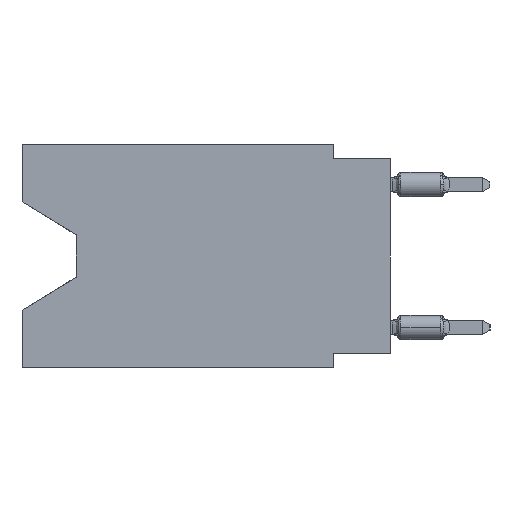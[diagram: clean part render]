
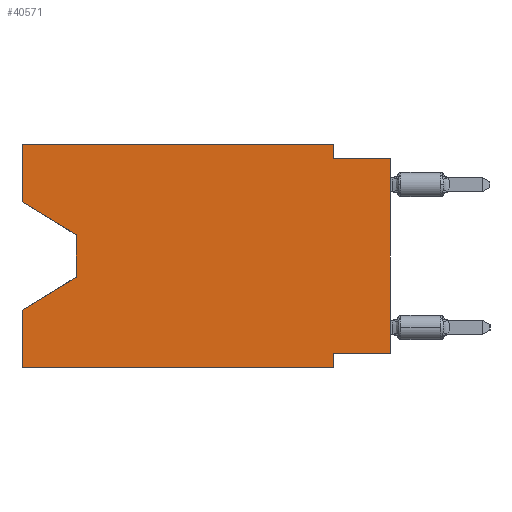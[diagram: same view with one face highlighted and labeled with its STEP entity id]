
A CAD part, left-side view. The second image highlights one B-rep face of the part: STEP entity #40571.
In plain terms, the highlighted planar face has unit normal (-1, 0, 0).
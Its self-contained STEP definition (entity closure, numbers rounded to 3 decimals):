
#230 = EDGE_LOOP ( 'NONE', ( #36406, #31200, #6780, #6661, #24674, #35540, #23567, #18214, #22896, #26779, #40917, #34154 ) ) ;
#366 = DIRECTION ( 'NONE',  ( 1., 0., 0. ) ) ;
#520 = VERTEX_POINT ( 'NONE', #18435 ) ;
#870 = CARTESIAN_POINT ( 'NONE',  ( 0., 16.383, -2.546 ) ) ;
#1756 = LINE ( 'NONE', #36190, #24858 ) ;
#2198 = LINE ( 'NONE', #34535, #6348 ) ;
#2477 = VERTEX_POINT ( 'NONE', #40144 ) ;
#3101 = DIRECTION ( 'NONE',  ( 0., 0., -1. ) ) ;
#3310 = CARTESIAN_POINT ( 'NONE',  ( 0., 2.54, -9.906 ) ) ;
#3417 = CARTESIAN_POINT ( 'NONE',  ( 0., 0., -0.635 ) ) ;
#3479 = VERTEX_POINT ( 'NONE', #19259 ) ;
#3488 = PLANE ( 'NONE',  #22459 ) ;
#3895 = CARTESIAN_POINT ( 'NONE',  ( 0., 16.383, 0. ) ) ;
#4910 = VECTOR ( 'NONE', #18499, 1000. ) ;
#5704 = DIRECTION ( 'NONE',  ( 0., 0., -1. ) ) ;
#6040 = LINE ( 'NONE', #15359, #15997 ) ;
#6348 = VECTOR ( 'NONE', #5704, 1000. ) ;
#6661 = ORIENTED_EDGE ( 'NONE', *, *, #14981, .F. ) ;
#6780 = ORIENTED_EDGE ( 'NONE', *, *, #11005, .T. ) ;
#6865 = VERTEX_POINT ( 'NONE', #3895 ) ;
#7445 = EDGE_CURVE ( 'NONE', #37932, #33989, #1756, .T. ) ;
#7846 = LINE ( 'NONE', #13453, #19477 ) ;
#8296 = CARTESIAN_POINT ( 'NONE',  ( 0., 16.383, 0. ) ) ;
#9026 = DIRECTION ( 'NONE',  ( 0., 0.855, -0.519 ) ) ;
#9051 = VERTEX_POINT ( 'NONE', #38386 ) ;
#9665 = CARTESIAN_POINT ( 'NONE',  ( 0., 0., -9.271 ) ) ;
#11005 = EDGE_CURVE ( 'NONE', #3479, #19223, #15266, .T. ) ;
#11360 = LINE ( 'NONE', #31053, #14495 ) ;
#11756 = LINE ( 'NONE', #24412, #32503 ) ;
#12056 = DIRECTION ( 'NONE',  ( 0., 0., 1. ) ) ;
#12554 = VERTEX_POINT ( 'NONE', #30523 ) ;
#13000 = DIRECTION ( 'NONE',  ( 0., 0., -1. ) ) ;
#13453 = CARTESIAN_POINT ( 'NONE',  ( 0., 0., -9.271 ) ) ;
#14383 = DIRECTION ( 'NONE',  ( 0., 0., 1. ) ) ;
#14495 = VECTOR ( 'NONE', #17598, 1000. ) ;
#14503 = VECTOR ( 'NONE', #23421, 1000. ) ;
#14981 = EDGE_CURVE ( 'NONE', #9051, #19223, #6040, .T. ) ;
#15266 = LINE ( 'NONE', #28322, #38351 ) ;
#15359 = CARTESIAN_POINT ( 'NONE',  ( 0., 16.383, 0. ) ) ;
#15997 = VECTOR ( 'NONE', #12056, 1000. ) ;
#16118 = CARTESIAN_POINT ( 'NONE',  ( 0., 16.383, 0. ) ) ;
#16568 = VERTEX_POINT ( 'NONE', #26413 ) ;
#17598 = DIRECTION ( 'NONE',  ( 0., -0.855, -0.519 ) ) ;
#17846 = DIRECTION ( 'NONE',  ( 0., 0., 1. ) ) ;
#18214 = ORIENTED_EDGE ( 'NONE', *, *, #7445, .T. ) ;
#18315 = CARTESIAN_POINT ( 'NONE',  ( 0., 16.383, -7.36 ) ) ;
#18435 = CARTESIAN_POINT ( 'NONE',  ( 0., 2.54, -9.271 ) ) ;
#18499 = DIRECTION ( 'NONE',  ( 0., -1., 0. ) ) ;
#18852 = LINE ( 'NONE', #3310, #40991 ) ;
#19123 = VECTOR ( 'NONE', #17846, 1000. ) ;
#19223 = VERTEX_POINT ( 'NONE', #18315 ) ;
#19259 = CARTESIAN_POINT ( 'NONE',  ( 0., 13.97, -5.893 ) ) ;
#19477 = VECTOR ( 'NONE', #39180, 1000. ) ;
#19490 = LINE ( 'NONE', #32150, #14503 ) ;
#19609 = LINE ( 'NONE', #36211, #39820 ) ;
#22459 = AXIS2_PLACEMENT_3D ( 'NONE', #16118, #366, #13000 ) ;
#22896 = ORIENTED_EDGE ( 'NONE', *, *, #40039, .F. ) ;
#23421 = DIRECTION ( 'NONE',  ( 0., -1., 0. ) ) ;
#23567 = ORIENTED_EDGE ( 'NONE', *, *, #34845, .F. ) ;
#24412 = CARTESIAN_POINT ( 'NONE',  ( 0., 2.54, 0. ) ) ;
#24582 = EDGE_CURVE ( 'NONE', #38751, #6865, #33825, .T. ) ;
#24665 = EDGE_CURVE ( 'NONE', #520, #12554, #18852, .T. ) ;
#24674 = ORIENTED_EDGE ( 'NONE', *, *, #34205, .T. ) ;
#24858 = VECTOR ( 'NONE', #14383, 1000. ) ;
#24932 = EDGE_CURVE ( 'NONE', #38751, #2477, #11360, .T. ) ;
#26413 = CARTESIAN_POINT ( 'NONE',  ( 0., 2.54, -0.635 ) ) ;
#26779 = ORIENTED_EDGE ( 'NONE', *, *, #28526, .F. ) ;
#28322 = CARTESIAN_POINT ( 'NONE',  ( 0., 13.97, -5.893 ) ) ;
#28526 = EDGE_CURVE ( 'NONE', #31026, #16568, #11756, .T. ) ;
#28820 = EDGE_CURVE ( 'NONE', #6865, #31026, #19609, .T. ) ;
#30523 = CARTESIAN_POINT ( 'NONE',  ( 0., 2.54, -9.906 ) ) ;
#31026 = VERTEX_POINT ( 'NONE', #41016 ) ;
#31053 = CARTESIAN_POINT ( 'NONE',  ( 0., 16.383, -2.546 ) ) ;
#31200 = ORIENTED_EDGE ( 'NONE', *, *, #36820, .T. ) ;
#31896 = FACE_OUTER_BOUND ( 'NONE', #230, .T. ) ;
#32150 = CARTESIAN_POINT ( 'NONE',  ( 0., 0., -0.635 ) ) ;
#32272 = DIRECTION ( 'NONE',  ( 0., -1., 0. ) ) ;
#32503 = VECTOR ( 'NONE', #37091, 1000. ) ;
#33825 = LINE ( 'NONE', #8296, #19123 ) ;
#33989 = VERTEX_POINT ( 'NONE', #3417 ) ;
#34154 = ORIENTED_EDGE ( 'NONE', *, *, #24582, .F. ) ;
#34205 = EDGE_CURVE ( 'NONE', #9051, #12554, #37406, .T. ) ;
#34535 = CARTESIAN_POINT ( 'NONE',  ( 0., 13.97, -4.013 ) ) ;
#34845 = EDGE_CURVE ( 'NONE', #37932, #520, #7846, .T. ) ;
#35540 = ORIENTED_EDGE ( 'NONE', *, *, #24665, .F. ) ;
#36190 = CARTESIAN_POINT ( 'NONE',  ( 0., 0., 0. ) ) ;
#36211 = CARTESIAN_POINT ( 'NONE',  ( 0., 16.383, 0. ) ) ;
#36406 = ORIENTED_EDGE ( 'NONE', *, *, #24932, .T. ) ;
#36820 = EDGE_CURVE ( 'NONE', #2477, #3479, #2198, .T. ) ;
#37091 = DIRECTION ( 'NONE',  ( 0., 0., -1. ) ) ;
#37406 = LINE ( 'NONE', #39901, #4910 ) ;
#37932 = VERTEX_POINT ( 'NONE', #9665 ) ;
#38351 = VECTOR ( 'NONE', #9026, 1000. ) ;
#38386 = CARTESIAN_POINT ( 'NONE',  ( 0., 16.383, -9.906 ) ) ;
#38751 = VERTEX_POINT ( 'NONE', #870 ) ;
#39180 = DIRECTION ( 'NONE',  ( 0., 1., 0. ) ) ;
#39820 = VECTOR ( 'NONE', #32272, 1000. ) ;
#39901 = CARTESIAN_POINT ( 'NONE',  ( 0., 16.383, -9.906 ) ) ;
#40039 = EDGE_CURVE ( 'NONE', #16568, #33989, #19490, .T. ) ;
#40144 = CARTESIAN_POINT ( 'NONE',  ( 0., 13.97, -4.013 ) ) ;
#40571 = ADVANCED_FACE ( 'NONE', ( #31896 ), #3488, .F. ) ;
#40917 = ORIENTED_EDGE ( 'NONE', *, *, #28820, .F. ) ;
#40991 = VECTOR ( 'NONE', #3101, 1000. ) ;
#41016 = CARTESIAN_POINT ( 'NONE',  ( 0., 2.54, 0. ) ) ;
